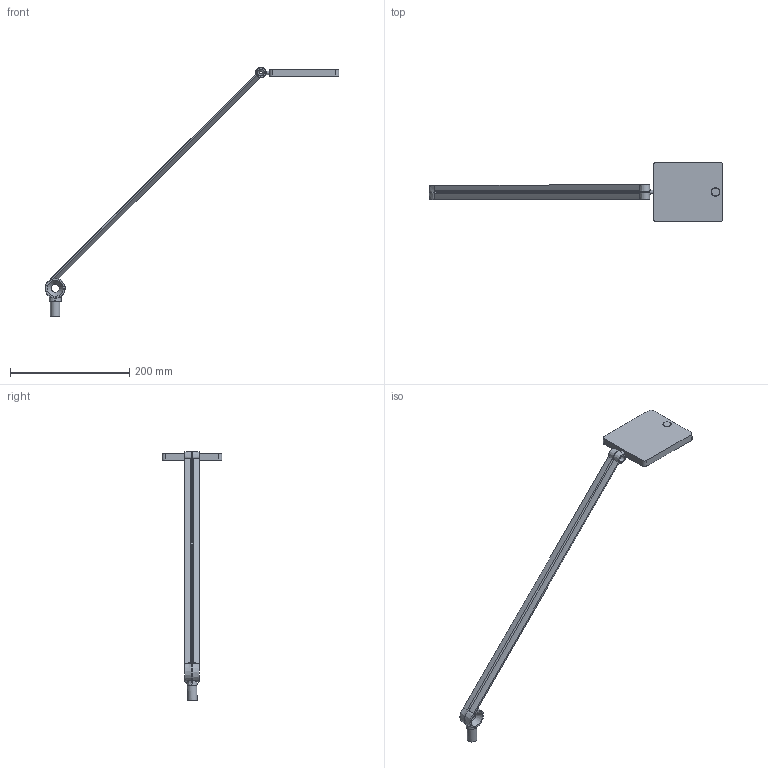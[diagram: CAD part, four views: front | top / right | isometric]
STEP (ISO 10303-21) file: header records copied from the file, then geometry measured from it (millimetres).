
FILE_DESCRIPTION(/* description */ (''),/* implementation_level */ '2;1');
FILE_NAME(/* name */ '10000085302n3p000_01.stp',/* time_stamp */ '2022-02-08T08:21:43+01:00',/* author */ (''),/* organization */ (''),/* preprocessor_version */ 'ST-DEVELOPER v15',/* originating_system */ 'SIEMENS PLM Software NX 9.0',/* authorisation */ '');
FILE_SCHEMA (('AUTOMOTIVE_DESIGN { 1 0 10303 214 3 1 1 1 }'));
Length unit declared in the file: millimetre
Products named in the file (1): 10000085302n3p000_01
Bounding box: 493.64 x 100.6 x 419.16 mm (x, y, z)
Volume: 236005.1 mm3; surface area: 68406.4 mm2
Topology: 1 solids, 1 shells, 77 faces, 210 edges, 138 vertices
Faces by surface type: plane 38, cone 20, cylinder 13, bspline 4, extrusion 2
Full cylindrical faces by diameter (mm): 5.248 x1, 6.5 x1, 11.248 x1, 13.4 x1, 13.848 x1, 14 x1, 16 x1
Entity records: 2779 total; most frequent: CARTESIAN_POINT 955, ORIENTED_EDGE 370, DIRECTION 349, EDGE_CURVE 185, AXIS2_PLACEMENT_3D 140, VERTEX_POINT 132, EDGE_LOOP 107, ADVANCED_FACE 77
